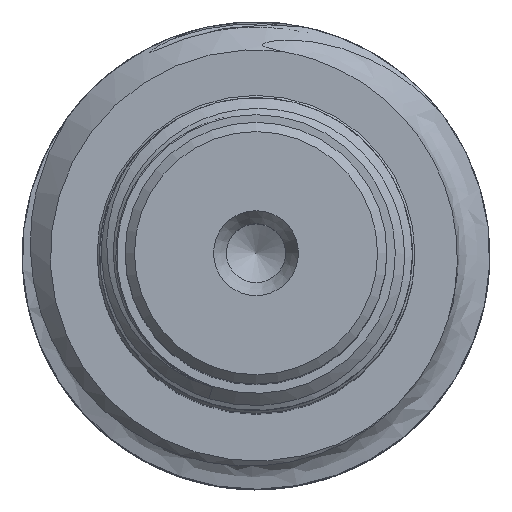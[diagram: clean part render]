
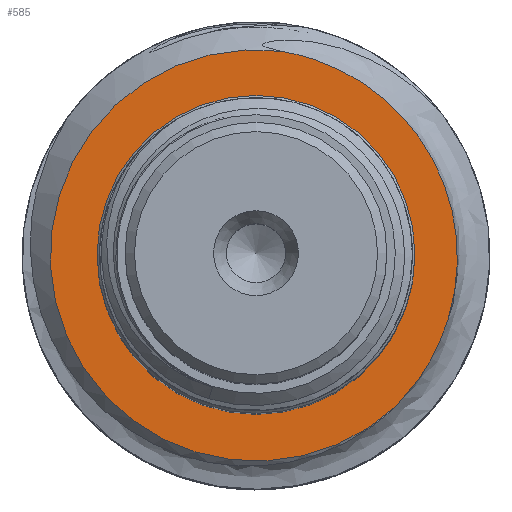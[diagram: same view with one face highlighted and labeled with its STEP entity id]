
A CAD part, top view. The second image highlights one B-rep face of the part: STEP entity #585.
In plain terms, the highlighted planar face has unit normal (0, 0, 1).
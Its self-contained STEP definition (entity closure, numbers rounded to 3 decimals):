
#42=PLANE('',#607);
#47=CIRCLE('',#608,11.);
#48=CIRCLE('',#609,8.5);
#121=VERTEX_POINT('',#9134);
#122=VERTEX_POINT('',#9181);
#123=VERTEX_POINT('',#12849);
#187=B_SPLINE_CURVE_WITH_KNOTS('',3,(#9135,#9136,#9137,#9138,#9139,#9140,
#9141,#9142,#9143,#9144,#9145,#9146,#9147,#9148,#9149,#9150,#9151,#9152,
#9153,#9154,#9155,#9156,#9157,#9158,#9159,#9160,#9161,#9162,#9163,#9164,
#9165,#9166,#9167,#9168,#9169,#9170,#9171,#9172,#9173,#9174,#9175,#9176,
#9177,#9178,#9179,#9180),.UNSPECIFIED.,.F.,.U.,(4,2,2,2,2,2,2,2,2,2,2,2,
2,2,2,2,2,2,2,2,2,2,4),(0.,0.305,0.66,1.118,
1.568,2.012,2.448,2.879,3.309,
3.737,4.039,4.306,4.554,4.667,
4.724,4.753,4.773,4.791,4.816,
4.864,5.003,5.493,6.287),
 .UNSPECIFIED.);
#259=EDGE_CURVE('',#122,#121,#187,.T.);
#263=EDGE_CURVE('',#122,#121,#47,.T.);
#264=EDGE_CURVE('',#123,#123,#48,.T.);
#406=ORIENTED_EDGE('',*,*,#259,.T.);
#407=ORIENTED_EDGE('',*,*,#263,.F.);
#408=ORIENTED_EDGE('',*,*,#264,.F.);
#478=EDGE_LOOP('',(#406,#407));
#479=EDGE_LOOP('',(#408));
#531=FACE_BOUND('',#478,.T.);
#532=FACE_BOUND('',#479,.T.);
#585=ADVANCED_FACE('',(#531,#532),#42,.T.);
#607=AXIS2_PLACEMENT_3D('',#12846,#644,$);
#608=AXIS2_PLACEMENT_3D('',#12847,#645,#646);
#609=AXIS2_PLACEMENT_3D('',#12848,#647,#648);
#644=DIRECTION('',(0.,0.,1.));
#645=DIRECTION('',(0.,0.,-1.));
#646=DIRECTION('',(0.,-11.,0.));
#647=DIRECTION('',(0.,0.,1.));
#648=DIRECTION('',(0.,8.5,0.));
#9134=CARTESIAN_POINT('',(1.36,10.916,-69.));
#9135=CARTESIAN_POINT('',(0.708,-11.5,-69.));
#9136=CARTESIAN_POINT('',(1.71,-11.335,-69.));
#9137=CARTESIAN_POINT('',(2.68,-11.062,-69.));
#9138=CARTESIAN_POINT('',(4.7,-10.214,-69.));
#9139=CARTESIAN_POINT('',(5.713,-9.606,-69.));
#9140=CARTESIAN_POINT('',(7.792,-7.886,-69.));
#9141=CARTESIAN_POINT('',(8.762,-6.699,-69.));
#9142=CARTESIAN_POINT('',(10.164,-4.036,-69.));
#9143=CARTESIAN_POINT('',(10.592,-2.595,-69.));
#9144=CARTESIAN_POINT('',(10.855,0.351,-69.));
#9145=CARTESIAN_POINT('',(10.696,1.825,-69.));
#9146=CARTESIAN_POINT('',(9.821,4.603,-69.));
#9147=CARTESIAN_POINT('',(9.124,5.881,-69.));
#9148=CARTESIAN_POINT('',(7.29,8.092,-69.));
#9149=CARTESIAN_POINT('',(6.175,9.006,-69.));
#9150=CARTESIAN_POINT('',(3.668,10.368,-69.));
#9151=CARTESIAN_POINT('',(2.302,10.806,-69.));
#9152=CARTESIAN_POINT('',(-0.518,11.164,-69.));
#9153=CARTESIAN_POINT('',(-1.941,11.084,-69.));
#9154=CARTESIAN_POINT('',(-4.305,10.533,-69.));
#9155=CARTESIAN_POINT('',(-5.245,10.188,-69.));
#9156=CARTESIAN_POINT('',(-6.946,9.342,-69.));
#9157=CARTESIAN_POINT('',(-7.607,8.92,-69.));
#9158=CARTESIAN_POINT('',(-8.709,8.152,-69.));
#9159=CARTESIAN_POINT('',(-9.133,7.822,-69.));
#9160=CARTESIAN_POINT('',(-9.608,7.499,-69.));
#9161=CARTESIAN_POINT('',(-9.741,7.418,-69.));
#9162=CARTESIAN_POINT('',(-9.907,7.346,-69.));
#9163=CARTESIAN_POINT('',(-9.959,7.329,-69.));
#9164=CARTESIAN_POINT('',(-10.027,7.322,-69.));
#9165=CARTESIAN_POINT('',(-10.051,7.323,-69.));
#9166=CARTESIAN_POINT('',(-10.088,7.333,-69.));
#9167=CARTESIAN_POINT('',(-10.103,7.34,-69.));
#9168=CARTESIAN_POINT('',(-10.127,7.358,-69.));
#9169=CARTESIAN_POINT('',(-10.137,7.37,-69.));
#9170=CARTESIAN_POINT('',(-10.155,7.4,-69.));
#9171=CARTESIAN_POINT('',(-10.162,7.419,-69.));
#9172=CARTESIAN_POINT('',(-10.174,7.476,-69.));
#9173=CARTESIAN_POINT('',(-10.175,7.517,-69.));
#9174=CARTESIAN_POINT('',(-10.164,7.667,-69.));
#9175=CARTESIAN_POINT('',(-10.127,7.793,-69.));
#9176=CARTESIAN_POINT('',(-9.996,8.179,-69.));
#9177=CARTESIAN_POINT('',(-9.789,8.589,-69.));
#9178=CARTESIAN_POINT('',(-8.959,9.805,-69.));
#9179=CARTESIAN_POINT('',(-8.167,10.687,-69.));
#9180=CARTESIAN_POINT('',(-7.065,11.5,-69.));
#9181=CARTESIAN_POINT('',(7.516,-8.032,-69.));
#12846=CARTESIAN_POINT('',(0.,10.5,-69.));
#12847=CARTESIAN_POINT('',(0.,0.,-69.));
#12848=CARTESIAN_POINT('',(0.,0.,-69.));
#12849=CARTESIAN_POINT('',(0.,8.5,-69.));
